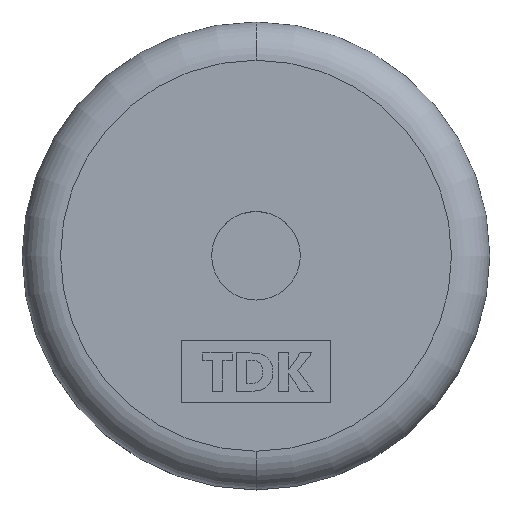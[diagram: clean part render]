
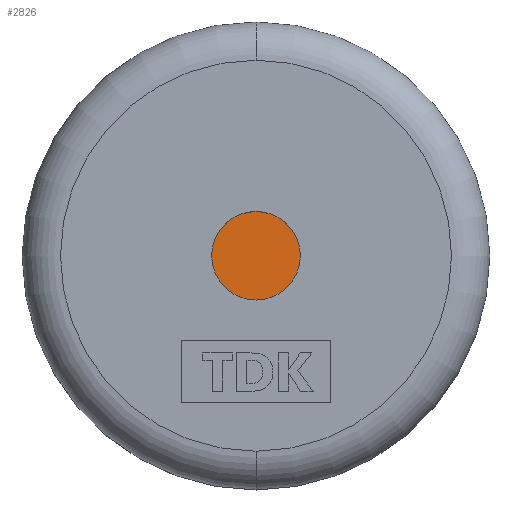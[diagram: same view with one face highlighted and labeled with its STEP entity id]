
A CAD part, top view. The second image highlights one B-rep face of the part: STEP entity #2826.
In plain terms, the highlighted planar face has unit normal (0, 0, 1).
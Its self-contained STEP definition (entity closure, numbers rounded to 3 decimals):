
#640 = VERTEX_POINT('',#641);
#641 = CARTESIAN_POINT('',(-1.3,-1.156,7.));
#650 = CYLINDRICAL_SURFACE('',#651,1.156);
#651 = AXIS2_PLACEMENT_3D('',#652,#653,#654);
#652 = CARTESIAN_POINT('',(-1.3,0.,7.));
#653 = DIRECTION('',(0.,0.,1.));
#654 = DIRECTION('',(0.,-1.,0.));
#684 = CYLINDRICAL_SURFACE('',#685,1.156);
#685 = AXIS2_PLACEMENT_3D('',#686,#687,#688);
#686 = CARTESIAN_POINT('',(-1.3,0.,7.));
#687 = DIRECTION('',(0.,0.,1.));
#688 = DIRECTION('',(0.,-1.,0.));
#770 = VERTEX_POINT('',#771);
#771 = CARTESIAN_POINT('',(-1.3,1.156,7.));
#836 = EDGE_CURVE('',#770,#640,#837,.T.);
#837 = SURFACE_CURVE('',#838,(#843,#872),.PCURVE_S1.);
#838 = CIRCLE('',#839,1.156);
#839 = AXIS2_PLACEMENT_3D('',#840,#841,#842);
#840 = CARTESIAN_POINT('',(-1.3,0.,7.));
#841 = DIRECTION('',(-0.,0.,1.));
#842 = DIRECTION('',(0.,-1.,0.));
#843 = PCURVE('',#650,#844);
#844 = DEFINITIONAL_REPRESENTATION('',(#845),#871);
#845 = B_SPLINE_CURVE_WITH_KNOTS('',3,(#846,#847,#848,#849,#850,#851,
    #852,#853,#854,#855,#856,#857,#858,#859,#860,#861,#862,#863,#864,
    #865,#866,#867,#868,#869,#870),.UNSPECIFIED.,.F.,.F.,(4,1,1,1,1,1,1,
    1,1,1,1,1,1,1,1,1,1,1,1,1,1,1,4),(3.142,3.284,
    3.427,3.57,3.713,3.856,
    3.998,4.141,4.284,4.427,
    4.57,4.712,4.855,4.998,
    5.141,5.284,5.426,5.569,
    5.712,5.855,5.998,6.14,
    6.283),.UNSPECIFIED.);
#846 = CARTESIAN_POINT('',(3.142,0.));
#847 = CARTESIAN_POINT('',(3.189,0.));
#848 = CARTESIAN_POINT('',(3.284,0.));
#849 = CARTESIAN_POINT('',(3.427,0.));
#850 = CARTESIAN_POINT('',(3.57,0.));
#851 = CARTESIAN_POINT('',(3.713,0.));
#852 = CARTESIAN_POINT('',(3.856,0.));
#853 = CARTESIAN_POINT('',(3.998,0.));
#854 = CARTESIAN_POINT('',(4.141,0.));
#855 = CARTESIAN_POINT('',(4.284,0.));
#856 = CARTESIAN_POINT('',(4.427,0.));
#857 = CARTESIAN_POINT('',(4.57,0.));
#858 = CARTESIAN_POINT('',(4.712,0.));
#859 = CARTESIAN_POINT('',(4.855,0.));
#860 = CARTESIAN_POINT('',(4.998,0.));
#861 = CARTESIAN_POINT('',(5.141,0.));
#862 = CARTESIAN_POINT('',(5.284,0.));
#863 = CARTESIAN_POINT('',(5.426,0.));
#864 = CARTESIAN_POINT('',(5.569,0.));
#865 = CARTESIAN_POINT('',(5.712,0.));
#866 = CARTESIAN_POINT('',(5.855,0.));
#867 = CARTESIAN_POINT('',(5.998,0.));
#868 = CARTESIAN_POINT('',(6.14,0.));
#869 = CARTESIAN_POINT('',(6.236,0.));
#870 = CARTESIAN_POINT('',(6.283,0.));
#871 = ( GEOMETRIC_REPRESENTATION_CONTEXT(2) 
PARAMETRIC_REPRESENTATION_CONTEXT() REPRESENTATION_CONTEXT('2D SPACE',''
  ) );
#872 = PCURVE('',#873,#878);
#873 = PLANE('',#874);
#874 = AXIS2_PLACEMENT_3D('',#875,#876,#877);
#875 = CARTESIAN_POINT('',(-1.3,0.,7.));
#876 = DIRECTION('',(0.,0.,1.));
#877 = DIRECTION('',(0.,-1.,0.));
#878 = DEFINITIONAL_REPRESENTATION('',(#879),#883);
#879 = CIRCLE('',#880,1.156);
#880 = AXIS2_PLACEMENT_2D('',#881,#882);
#881 = CARTESIAN_POINT('',(0.,0.));
#882 = DIRECTION('',(1.,0.));
#883 = ( GEOMETRIC_REPRESENTATION_CONTEXT(2) 
PARAMETRIC_REPRESENTATION_CONTEXT() REPRESENTATION_CONTEXT('2D SPACE',''
  ) );
#2782 = EDGE_CURVE('',#640,#770,#2783,.T.);
#2783 = SURFACE_CURVE('',#2784,(#2789,#2818),.PCURVE_S1.);
#2784 = CIRCLE('',#2785,1.156);
#2785 = AXIS2_PLACEMENT_3D('',#2786,#2787,#2788);
#2786 = CARTESIAN_POINT('',(-1.3,0.,7.));
#2787 = DIRECTION('',(-0.,0.,1.));
#2788 = DIRECTION('',(0.,-1.,0.));
#2789 = PCURVE('',#684,#2790);
#2790 = DEFINITIONAL_REPRESENTATION('',(#2791),#2817);
#2791 = B_SPLINE_CURVE_WITH_KNOTS('',3,(#2792,#2793,#2794,#2795,#2796,
    #2797,#2798,#2799,#2800,#2801,#2802,#2803,#2804,#2805,#2806,#2807,
    #2808,#2809,#2810,#2811,#2812,#2813,#2814,#2815,#2816),
  .UNSPECIFIED.,.F.,.F.,(4,1,1,1,1,1,1,1,1,1,1,1,1,1,1,1,1,1,1,1,1,1,4),
  (0.,0.143,0.286,0.428,0.571,
    0.714,0.857,1.,1.142,
    1.285,1.428,1.571,1.714,
    1.856,1.999,2.142,2.285,
    2.428,2.57,2.713,2.856,
    2.999,3.142),.UNSPECIFIED.);
#2792 = CARTESIAN_POINT('',(0.,0.));
#2793 = CARTESIAN_POINT('',(0.048,0.));
#2794 = CARTESIAN_POINT('',(0.143,0.));
#2795 = CARTESIAN_POINT('',(0.286,0.));
#2796 = CARTESIAN_POINT('',(0.428,0.));
#2797 = CARTESIAN_POINT('',(0.571,0.));
#2798 = CARTESIAN_POINT('',(0.714,0.));
#2799 = CARTESIAN_POINT('',(0.857,0.));
#2800 = CARTESIAN_POINT('',(1.,0.));
#2801 = CARTESIAN_POINT('',(1.142,0.));
#2802 = CARTESIAN_POINT('',(1.285,0.));
#2803 = CARTESIAN_POINT('',(1.428,0.));
#2804 = CARTESIAN_POINT('',(1.571,0.));
#2805 = CARTESIAN_POINT('',(1.714,0.));
#2806 = CARTESIAN_POINT('',(1.856,0.));
#2807 = CARTESIAN_POINT('',(1.999,0.));
#2808 = CARTESIAN_POINT('',(2.142,0.));
#2809 = CARTESIAN_POINT('',(2.285,0.));
#2810 = CARTESIAN_POINT('',(2.428,0.));
#2811 = CARTESIAN_POINT('',(2.57,0.));
#2812 = CARTESIAN_POINT('',(2.713,0.));
#2813 = CARTESIAN_POINT('',(2.856,0.));
#2814 = CARTESIAN_POINT('',(2.999,0.));
#2815 = CARTESIAN_POINT('',(3.094,0.));
#2816 = CARTESIAN_POINT('',(3.142,0.));
#2817 = ( GEOMETRIC_REPRESENTATION_CONTEXT(2) 
PARAMETRIC_REPRESENTATION_CONTEXT() REPRESENTATION_CONTEXT('2D SPACE',''
  ) );
#2818 = PCURVE('',#873,#2819);
#2819 = DEFINITIONAL_REPRESENTATION('',(#2820),#2824);
#2820 = CIRCLE('',#2821,1.156);
#2821 = AXIS2_PLACEMENT_2D('',#2822,#2823);
#2822 = CARTESIAN_POINT('',(0.,0.));
#2823 = DIRECTION('',(1.,0.));
#2824 = ( GEOMETRIC_REPRESENTATION_CONTEXT(2) 
PARAMETRIC_REPRESENTATION_CONTEXT() REPRESENTATION_CONTEXT('2D SPACE',''
  ) );
#2826 = ADVANCED_FACE('',(#2827),#873,.T.);
#2827 = FACE_BOUND('',#2828,.T.);
#2828 = EDGE_LOOP('',(#2829,#2830));
#2829 = ORIENTED_EDGE('',*,*,#2782,.T.);
#2830 = ORIENTED_EDGE('',*,*,#836,.T.);
